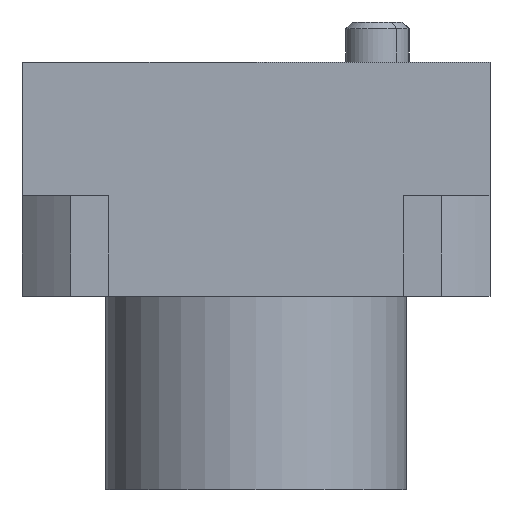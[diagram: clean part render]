
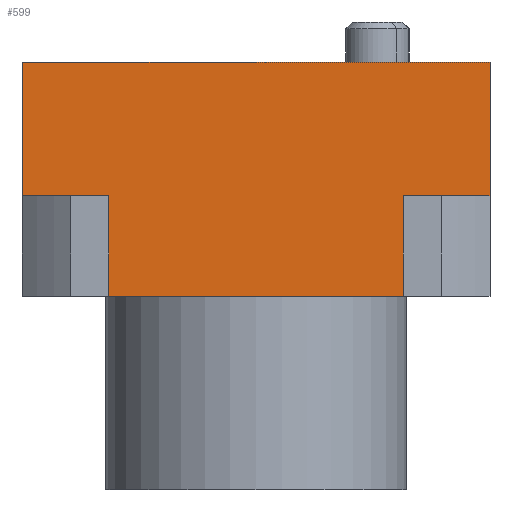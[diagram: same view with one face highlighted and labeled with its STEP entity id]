
A CAD part, left-side view. The second image highlights one B-rep face of the part: STEP entity #599.
In plain terms, the highlighted planar face has unit normal (-1, 0, 0).
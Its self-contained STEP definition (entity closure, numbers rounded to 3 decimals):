
#194=LINE('',#2172,#338);
#226=LINE('',#2259,#370);
#235=LINE('',#2280,#379);
#238=LINE('',#2288,#382);
#261=LINE('',#2339,#405);
#264=LINE('',#2345,#408);
#265=LINE('',#2347,#409);
#266=LINE('',#2348,#410);
#338=VECTOR('',#1758,1.);
#370=VECTOR('',#1820,1.);
#379=VECTOR('',#1837,1.);
#382=VECTOR('',#1844,1.);
#405=VECTOR('',#1889,1.);
#408=VECTOR('',#1894,1.);
#409=VECTOR('',#1897,1.);
#410=VECTOR('',#1898,1.);
#495=PLANE('',#1645);
#599=ADVANCED_FACE('',(#683),#495,.T.);
#683=FACE_OUTER_BOUND('',#763,.T.);
#763=EDGE_LOOP('',(#1014,#1015,#1016,#1017,#1018,#1019,#1020,#1021));
#1014=ORIENTED_EDGE('',*,*,#1497,.T.);
#1015=ORIENTED_EDGE('',*,*,#1412,.T.);
#1016=ORIENTED_EDGE('',*,*,#1500,.T.);
#1017=ORIENTED_EDGE('',*,*,#1501,.T.);
#1018=ORIENTED_EDGE('',*,*,#1470,.T.);
#1019=ORIENTED_EDGE('',*,*,#1466,.F.);
#1020=ORIENTED_EDGE('',*,*,#1455,.T.);
#1021=ORIENTED_EDGE('',*,*,#1502,.T.);
#1277=VERTEX_POINT('',#2171);
#1278=VERTEX_POINT('',#2173);
#1317=VERTEX_POINT('',#2258);
#1318=VERTEX_POINT('',#2260);
#1326=VERTEX_POINT('',#2281);
#1329=VERTEX_POINT('',#2289);
#1346=VERTEX_POINT('',#2340);
#1347=VERTEX_POINT('',#2344);
#1412=EDGE_CURVE('',#1278,#1277,#194,.T.);
#1455=EDGE_CURVE('',#1318,#1317,#226,.T.);
#1466=EDGE_CURVE('',#1318,#1326,#235,.T.);
#1470=EDGE_CURVE('',#1329,#1326,#238,.T.);
#1497=EDGE_CURVE('',#1346,#1278,#261,.T.);
#1500=EDGE_CURVE('',#1277,#1347,#264,.T.);
#1501=EDGE_CURVE('',#1347,#1329,#265,.T.);
#1502=EDGE_CURVE('',#1317,#1346,#266,.T.);
#1645=AXIS2_PLACEMENT_3D('',#2349,#1899,#1900);
#1758=DIRECTION('',(0.,-1.,0.));
#1820=DIRECTION('',(0.,0.,-1.));
#1837=DIRECTION('',(0.,-1.,0.));
#1844=DIRECTION('',(0.,0.,1.));
#1889=DIRECTION('',(0.,0.,-1.));
#1894=DIRECTION('',(0.,0.,1.));
#1897=DIRECTION('',(0.,-1.,0.));
#1898=DIRECTION('',(0.,-1.,0.));
#1899=DIRECTION('',(-1.,0.,0.));
#1900=DIRECTION('',(0.,0.,1.));
#2171=CARTESIAN_POINT('',(-30.,-22.,0.));
#2172=CARTESIAN_POINT('',(-30.,35.,0.));
#2173=CARTESIAN_POINT('',(-30.,22.,0.));
#2258=CARTESIAN_POINT('',(-30.,35.,15.));
#2259=CARTESIAN_POINT('',(-30.,35.,35.));
#2260=CARTESIAN_POINT('',(-30.,35.,35.));
#2280=CARTESIAN_POINT('',(-30.,35.,35.));
#2281=CARTESIAN_POINT('',(-30.,-35.,35.));
#2288=CARTESIAN_POINT('',(-30.,-35.,35.));
#2289=CARTESIAN_POINT('',(-30.,-35.,15.));
#2339=CARTESIAN_POINT('',(-30.,22.,15.));
#2340=CARTESIAN_POINT('',(-30.,22.,15.));
#2344=CARTESIAN_POINT('',(-30.,-22.,15.));
#2345=CARTESIAN_POINT('',(-30.,-22.,-5.));
#2347=CARTESIAN_POINT('',(-30.,-22.,15.));
#2348=CARTESIAN_POINT('',(-30.,50.,15.));
#2349=CARTESIAN_POINT('',(-30.,22.,-5.));
